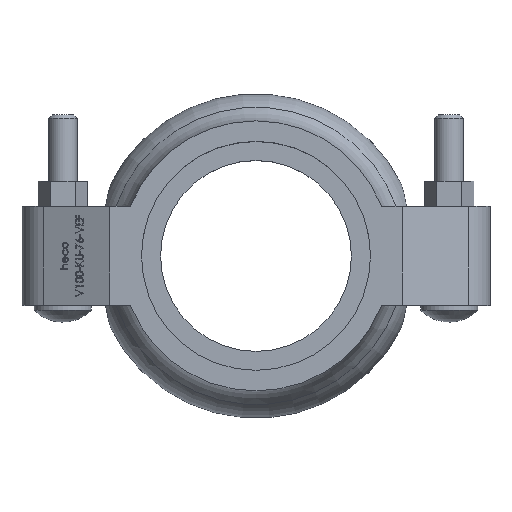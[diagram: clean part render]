
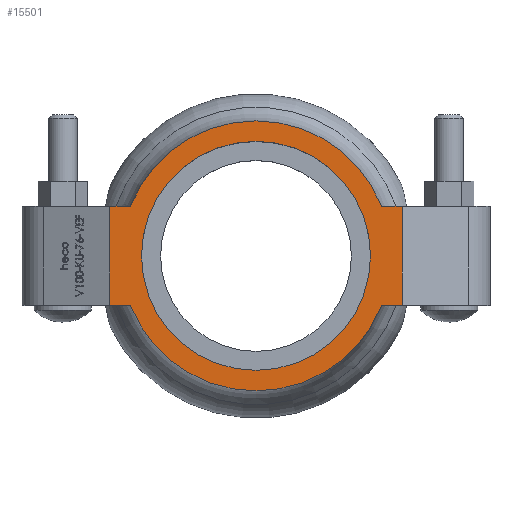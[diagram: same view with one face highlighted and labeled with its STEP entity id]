
A CAD part, top view. The second image highlights one B-rep face of the part: STEP entity #15501.
In plain terms, the highlighted planar face has unit normal (0, 0, 1).
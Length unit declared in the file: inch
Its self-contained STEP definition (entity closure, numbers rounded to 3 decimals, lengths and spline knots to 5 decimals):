
#257 = AXIS2_PLACEMENT_3D ( 'NONE', #4573, #808, #3219 ) ;
#404 = CARTESIAN_POINT ( 'NONE',  ( -1.64497, -0.648, 1.125 ) ) ;
#652 = CARTESIAN_POINT ( 'NONE',  ( -1.915, 0., 1.125 ) ) ;
#682 = AXIS2_PLACEMENT_3D ( 'NONE', #4896, #6147, #7203 ) ;
#707 = ORIENTED_EDGE ( 'NONE', *, *, #9392, .F. ) ;
#716 = CARTESIAN_POINT ( 'NONE',  ( -1.915, 0.648, 1.125 ) ) ;
#758 = CARTESIAN_POINT ( 'NONE',  ( 1.915, 0., 1.125 ) ) ;
#808 = DIRECTION ( 'NONE',  ( 0., 0., 1. ) ) ;
#899 = ORIENTED_EDGE ( 'NONE', *, *, #12977, .T. ) ;
#963 = ORIENTED_EDGE ( 'NONE', *, *, #7230, .T. ) ;
#1455 = VERTEX_POINT ( 'NONE', #5083 ) ;
#1675 = VERTEX_POINT ( 'NONE', #10807 ) ;
#1925 = ORIENTED_EDGE ( 'NONE', *, *, #10497, .T. ) ;
#2048 = VECTOR ( 'NONE', #14338, 39.37008 ) ;
#2148 = LINE ( 'NONE', #13974, #14981 ) ;
#2403 = FACE_BOUND ( 'NONE', #11008, .T. ) ;
#3219 = DIRECTION ( 'NONE',  ( 1., 0., 0. ) ) ;
#3281 = DIRECTION ( 'NONE',  ( 0., 1., 0. ) ) ;
#3295 = DIRECTION ( 'NONE',  ( 1., 0., 0. ) ) ;
#3445 = LINE ( 'NONE', #758, #11237 ) ;
#3729 = VERTEX_POINT ( 'NONE', #6376 ) ;
#3751 = VERTEX_POINT ( 'NONE', #7480 ) ;
#3775 = PLANE ( 'NONE',  #12519 ) ;
#3808 = CARTESIAN_POINT ( 'NONE',  ( -1.64497, 0.648, 1.125 ) ) ;
#3831 = LINE ( 'NONE', #13253, #8930 ) ;
#3856 = DIRECTION ( 'NONE',  ( 1., 0., 0. ) ) ;
#4231 = CARTESIAN_POINT ( 'NONE',  ( 1.64497, -0.648, 1.125 ) ) ;
#4267 = ORIENTED_EDGE ( 'NONE', *, *, #10665, .F. ) ;
#4412 = LINE ( 'NONE', #6246, #5187 ) ;
#4414 = VERTEX_POINT ( 'NONE', #4231 ) ;
#4573 = CARTESIAN_POINT ( 'NONE',  ( 0., 0., 1.125 ) ) ;
#4733 = CIRCLE ( 'NONE', #257, 1.768 ) ;
#4743 = CARTESIAN_POINT ( 'NONE',  ( 1.915, 0.648, 1.125 ) ) ;
#4778 = EDGE_LOOP ( 'NONE', ( #963, #4267, #9272, #707, #6276, #9259, #899, #5154 ) ) ;
#4781 = DIRECTION ( 'NONE',  ( 0., 0., -1. ) ) ;
#4896 = CARTESIAN_POINT ( 'NONE',  ( 0., 0., 1.125 ) ) ;
#5019 = DIRECTION ( 'NONE',  ( -1., 0., 0. ) ) ;
#5083 = CARTESIAN_POINT ( 'NONE',  ( -1.915, -0.648, 1.125 ) ) ;
#5102 = LINE ( 'NONE', #13486, #11166 ) ;
#5154 = ORIENTED_EDGE ( 'NONE', *, *, #5399, .F. ) ;
#5187 = VECTOR ( 'NONE', #11132, 39.37008 ) ;
#5399 = EDGE_CURVE ( 'NONE', #1675, #9017, #3831, .T. ) ;
#6118 = CIRCLE ( 'NONE', #682, 1.768 ) ;
#6147 = DIRECTION ( 'NONE',  ( 0., 0., 1. ) ) ;
#6246 = CARTESIAN_POINT ( 'NONE',  ( -1.915, -0.648, 1.125 ) ) ;
#6276 = ORIENTED_EDGE ( 'NONE', *, *, #9263, .T. ) ;
#6312 = CARTESIAN_POINT ( 'NONE',  ( 0., 0., 1.125 ) ) ;
#6376 = CARTESIAN_POINT ( 'NONE',  ( -1.5, 0., 1.125 ) ) ;
#7203 = DIRECTION ( 'NONE',  ( 1., 0., 0. ) ) ;
#7230 = EDGE_CURVE ( 'NONE', #1675, #10651, #6118, .T. ) ;
#7263 = CIRCLE ( 'NONE', #9651, 1.5 ) ;
#7480 = CARTESIAN_POINT ( 'NONE',  ( 1.915, -0.648, 1.125 ) ) ;
#7698 = EDGE_CURVE ( 'NONE', #3751, #4414, #4412, .T. ) ;
#8094 = VERTEX_POINT ( 'NONE', #716 ) ;
#8543 = DIRECTION ( 'NONE',  ( -1., 0., 0. ) ) ;
#8930 = VECTOR ( 'NONE', #3295, 39.37008 ) ;
#9017 = VERTEX_POINT ( 'NONE', #4743 ) ;
#9259 = ORIENTED_EDGE ( 'NONE', *, *, #7698, .F. ) ;
#9263 = EDGE_CURVE ( 'NONE', #11939, #4414, #4733, .T. ) ;
#9272 = ORIENTED_EDGE ( 'NONE', *, *, #14364, .T. ) ;
#9392 = EDGE_CURVE ( 'NONE', #11939, #1455, #5102, .T. ) ;
#9651 = AXIS2_PLACEMENT_3D ( 'NONE', #6312, #4781, #8543 ) ;
#10497 = EDGE_CURVE ( 'NONE', #3729, #3729, #7263, .T. ) ;
#10651 = VERTEX_POINT ( 'NONE', #3808 ) ;
#10665 = EDGE_CURVE ( 'NONE', #8094, #10651, #2148, .T. ) ;
#10807 = CARTESIAN_POINT ( 'NONE',  ( 1.64497, 0.648, 1.125 ) ) ;
#11008 = EDGE_LOOP ( 'NONE', ( #1925 ) ) ;
#11132 = DIRECTION ( 'NONE',  ( -1., 0., 0. ) ) ;
#11166 = VECTOR ( 'NONE', #15996, 39.37008 ) ;
#11237 = VECTOR ( 'NONE', #3281, 39.37008 ) ;
#11939 = VERTEX_POINT ( 'NONE', #404 ) ;
#12348 = LINE ( 'NONE', #652, #2048 ) ;
#12519 = AXIS2_PLACEMENT_3D ( 'NONE', #14967, #13665, #5019 ) ;
#12977 = EDGE_CURVE ( 'NONE', #3751, #9017, #3445, .T. ) ;
#13253 = CARTESIAN_POINT ( 'NONE',  ( -1.915, 0.648, 1.125 ) ) ;
#13486 = CARTESIAN_POINT ( 'NONE',  ( -1.915, -0.648, 1.125 ) ) ;
#13665 = DIRECTION ( 'NONE',  ( 0., 0., 1. ) ) ;
#13974 = CARTESIAN_POINT ( 'NONE',  ( -1.915, 0.648, 1.125 ) ) ;
#14338 = DIRECTION ( 'NONE',  ( 0., -1., 0. ) ) ;
#14364 = EDGE_CURVE ( 'NONE', #8094, #1455, #12348, .T. ) ;
#14480 = FACE_OUTER_BOUND ( 'NONE', #4778, .T. ) ;
#14967 = CARTESIAN_POINT ( 'NONE',  ( 0., -0.7295, 1.125 ) ) ;
#14981 = VECTOR ( 'NONE', #3856, 39.37008 ) ;
#15501 = ADVANCED_FACE ( 'NONE', ( #14480, #2403 ), #3775, .T. ) ;
#15996 = DIRECTION ( 'NONE',  ( -1., 0., 0. ) ) ;
